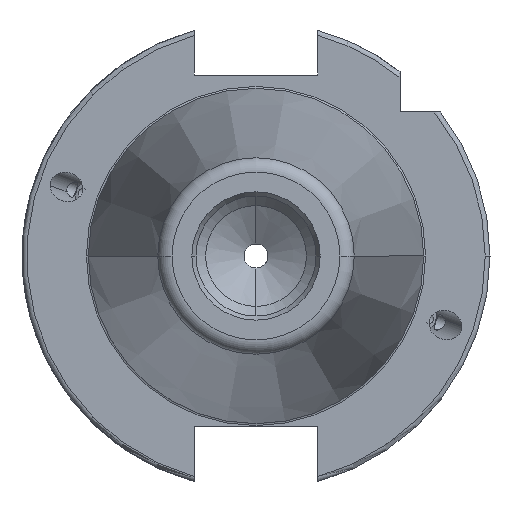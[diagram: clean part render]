
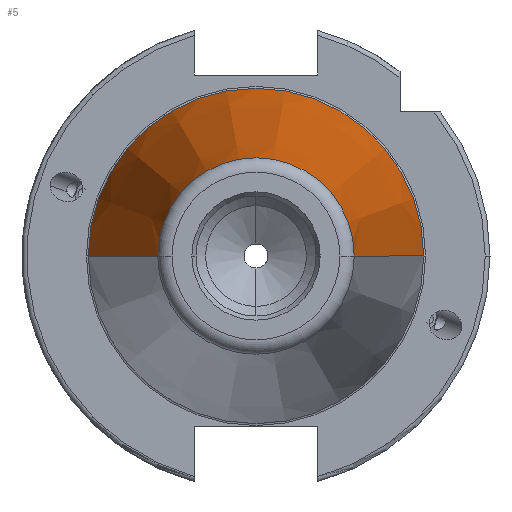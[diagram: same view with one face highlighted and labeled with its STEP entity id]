
A CAD part, left-side view. The second image highlights one B-rep face of the part: STEP entity #5.
In plain terms, the highlighted conical face has half-angle 8.297 degrees and reference radius 34.925 mm.
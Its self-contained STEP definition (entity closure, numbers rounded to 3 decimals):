
#5 = ADVANCED_FACE ( 'NONE', ( #2230 ), #1743, .T. ) ;
#115 = LINE ( 'NONE', #3442, #2103 ) ;
#154 = CARTESIAN_POINT ( 'NONE',  ( -3.2, 0., 0. ) ) ;
#428 = CIRCLE ( 'NONE', #2225, 34.925 ) ;
#435 = EDGE_CURVE ( 'NONE', #585, #2466, #3513, .T. ) ;
#523 = DIRECTION ( 'NONE',  ( 0., 1., 0. ) ) ;
#585 = VERTEX_POINT ( 'NONE', #4156 ) ;
#690 = VERTEX_POINT ( 'NONE', #3156 ) ;
#703 = ORIENTED_EDGE ( 'NONE', *, *, #435, .F. ) ;
#825 = AXIS2_PLACEMENT_3D ( 'NONE', #4475, #2101, #2114 ) ;
#979 = CARTESIAN_POINT ( 'NONE',  ( -102.383, 20.461, 0. ) ) ;
#980 = ORIENTED_EDGE ( 'NONE', *, *, #4897, .T. ) ;
#1421 = CARTESIAN_POINT ( 'NONE',  ( -3.2, 34.925, 0. ) ) ;
#1470 = DIRECTION ( 'NONE',  ( -1., 0., 0. ) ) ;
#1743 = CONICAL_SURFACE ( 'NONE', #4455, 34.925, 0.145 ) ;
#1921 = EDGE_LOOP ( 'NONE', ( #703, #980, #3369, #2750 ) ) ;
#2101 = DIRECTION ( 'NONE',  ( -1., 0., 0. ) ) ;
#2103 = VECTOR ( 'NONE', #2700, 1000. ) ;
#2108 = LINE ( 'NONE', #1421, #3031 ) ;
#2114 = DIRECTION ( 'NONE',  ( 0., -1., 0. ) ) ;
#2225 = AXIS2_PLACEMENT_3D ( 'NONE', #3814, #1470, #4203 ) ;
#2230 = FACE_OUTER_BOUND ( 'NONE', #1921, .T. ) ;
#2466 = VERTEX_POINT ( 'NONE', #979 ) ;
#2514 = EDGE_CURVE ( 'NONE', #690, #4706, #428, .T. ) ;
#2628 = DIRECTION ( 'NONE',  ( 0.99, 0.144, 0. ) ) ;
#2700 = DIRECTION ( 'NONE',  ( 0.99, -0.144, 0. ) ) ;
#2750 = ORIENTED_EDGE ( 'NONE', *, *, #4028, .F. ) ;
#3031 = VECTOR ( 'NONE', #2628, 1000. ) ;
#3156 = CARTESIAN_POINT ( 'NONE',  ( -3.2, -34.925, 0. ) ) ;
#3307 = DIRECTION ( 'NONE',  ( 1., 0., 0. ) ) ;
#3369 = ORIENTED_EDGE ( 'NONE', *, *, #2514, .T. ) ;
#3442 = CARTESIAN_POINT ( 'NONE',  ( -3.2, -34.925, 0. ) ) ;
#3513 = CIRCLE ( 'NONE', #825, 20.461 ) ;
#3814 = CARTESIAN_POINT ( 'NONE',  ( -3.2, 0., 0. ) ) ;
#4028 = EDGE_CURVE ( 'NONE', #2466, #4706, #2108, .T. ) ;
#4156 = CARTESIAN_POINT ( 'NONE',  ( -102.383, -20.461, 0. ) ) ;
#4203 = DIRECTION ( 'NONE',  ( 0., -1., 0. ) ) ;
#4455 = AXIS2_PLACEMENT_3D ( 'NONE', #154, #3307, #523 ) ;
#4475 = CARTESIAN_POINT ( 'NONE',  ( -102.383, 0., 0. ) ) ;
#4489 = CARTESIAN_POINT ( 'NONE',  ( -3.2, 34.925, 0. ) ) ;
#4706 = VERTEX_POINT ( 'NONE', #4489 ) ;
#4897 = EDGE_CURVE ( 'NONE', #585, #690, #115, .T. ) ;
